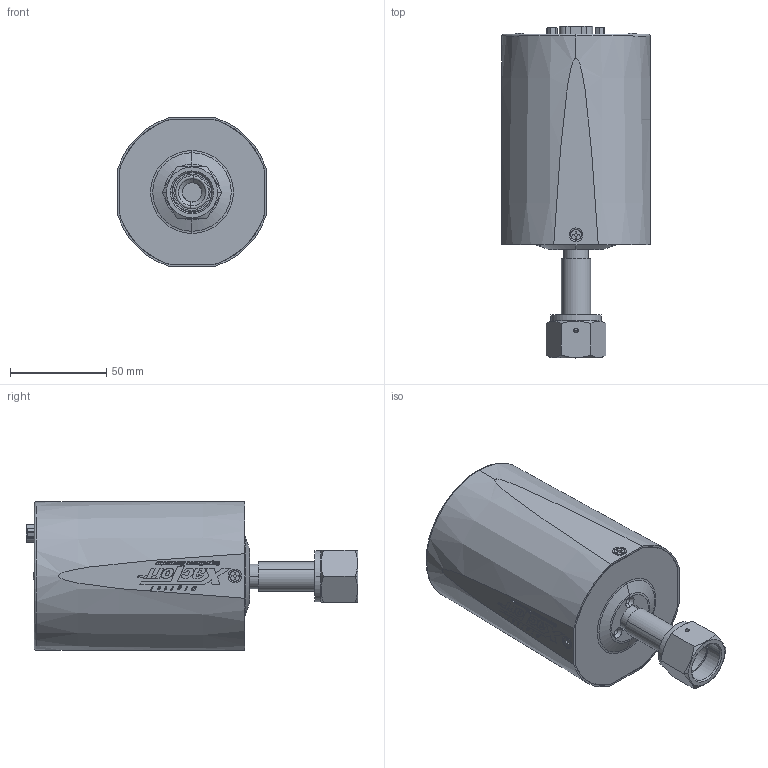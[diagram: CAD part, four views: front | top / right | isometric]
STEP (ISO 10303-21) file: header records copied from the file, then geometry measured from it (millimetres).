
FILE_DESCRIPTION (( 'STEP AP203' ), '1' );
FILE_NAME ('CMX-1-XXX-1-4.STEP', '2021-08-03T17:44:49', ( '' ), ( '' ), 'SwSTEP 2.0', 'SolidWorks 2020', '' );
FILE_SCHEMA (( 'CONFIG_CONTROL_DESIGN' ));
Length unit declared in the file: inch
Products named in the file (1): CMX-1-XXX-1-4
Bounding box: 77.43 x 172.47 x 77.43 mm (x, y, z)
Volume: 63177.8 mm3; surface area: 95124.3 mm2
Topology: 21 solids, 21 shells, 4153 faces, 11450 edges, 7558 vertices
Faces by surface type: plane 2827, bspline 759, cylinder 330, cone 122, torus 103, sphere 12
Entity records: 167607 total; most frequent: CARTESIAN_POINT 66258, ORIENTED_EDGE 22884, DIRECTION 17541, EDGE_CURVE 11442, LINE 8685, VECTOR 8685, VERTEX_POINT 7558, EDGE_LOOP 4500
